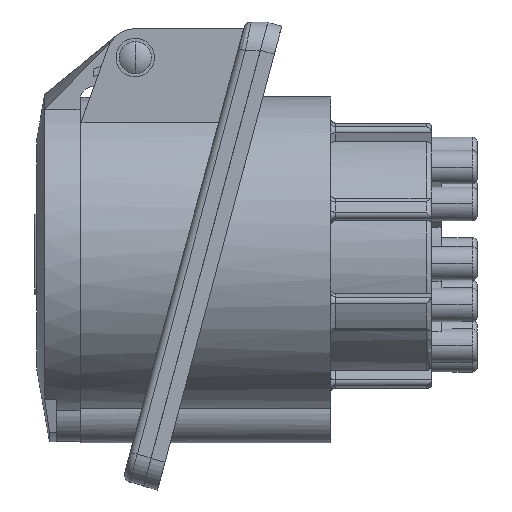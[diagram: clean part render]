
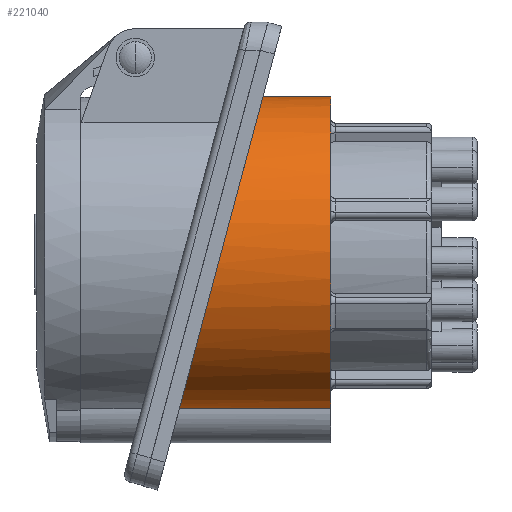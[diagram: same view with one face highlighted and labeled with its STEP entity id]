
A CAD part, left-side view. The second image highlights one B-rep face of the part: STEP entity #221040.
In plain terms, the highlighted cylindrical face has radius 32.8 mm (diameter 65.6 mm), a partial arc.
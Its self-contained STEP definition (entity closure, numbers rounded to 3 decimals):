
#117370=CARTESIAN_POINT('',(66.,20.905,2.413));
#117380=DIRECTION('',(0.,0.,-1.));
#117390=DIRECTION('',(0.,-1.,0.));
#117400=AXIS2_PLACEMENT_3D('',#117370,#117380,#117390);
#117410=ELLIPSE('',#117400,33.957,32.8);
#117420=CARTESIAN_POINT('',(72.682,54.149,
2.413));
#117430=VERTEX_POINT('',#117420);
#117440=CARTESIAN_POINT('',(59.318,54.149,
2.413));
#117450=VERTEX_POINT('',#117440);
#117460=EDGE_CURVE('',#117430,#117450,#117410,.T.);
#124170=CARTESIAN_POINT('',(59.318,56.5,
11.185));
#124180=DIRECTION('',(0.,0.259,0.966));
#124190=VECTOR('',#124180,1.);
#124200=LINE('',#124170,#124190);
#124210=CARTESIAN_POINT('',(59.318,44.784,
-32.539));
#124220=VERTEX_POINT('',#124210);
#124230=EDGE_CURVE('',#124220,#117450,#124200,.T.);
#124300=CARTESIAN_POINT('',(72.682,44.784,
-32.539));
#124310=VERTEX_POINT('',#124300);
#124340=CARTESIAN_POINT('',(72.682,56.5,
11.185));
#124350=DIRECTION('',(0.,0.259,0.966));
#124360=VECTOR('',#124350,1.);
#124370=LINE('',#124340,#124360);
#124380=EDGE_CURVE('',#124310,#117430,#124370,.T.);
#220870=CARTESIAN_POINT('',(66.,25.482,19.496));
#220880=DIRECTION('',(0.,0.259,0.966));
#220890=DIRECTION('',(-1.,0.,0.));
#220900=AXIS2_PLACEMENT_3D('',#220870,#220880,#220890);
#220910=CYLINDRICAL_SURFACE('',#220900,32.8);
#220920=ORIENTED_EDGE('',*,*,#117460,.T.);
#220930=ORIENTED_EDGE('',*,*,#124380,.T.);
#220940=CARTESIAN_POINT('',(66.,13.766,-24.228));
#220950=DIRECTION('',(0.,0.259,0.966));
#220960=DIRECTION('',(-1.,0.,0.));
#220970=AXIS2_PLACEMENT_3D('',#220940,#220950,#220960);
#220980=CIRCLE('',#220970,32.8);
#220990=EDGE_CURVE('',#124220,#124310,#220980,.T.);
#221000=ORIENTED_EDGE('',*,*,#220990,.T.);
#221010=ORIENTED_EDGE('',*,*,#124230,.F.);
#221020=EDGE_LOOP('',(#221010,#221000,#220930,#220920));
#221030=FACE_OUTER_BOUND('',#221020,.T.);
#221040=ADVANCED_FACE('',(#221030),#220910,.T.);
